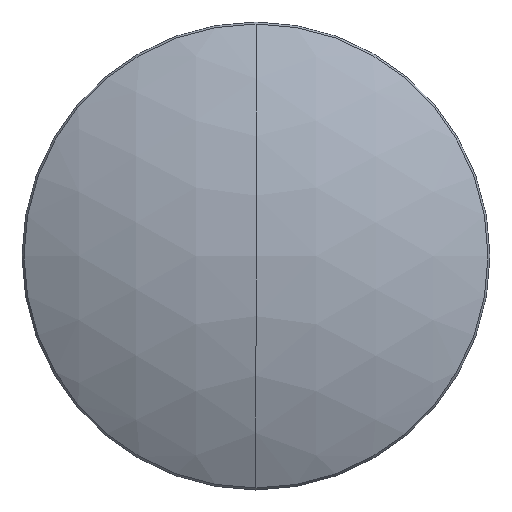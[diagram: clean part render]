
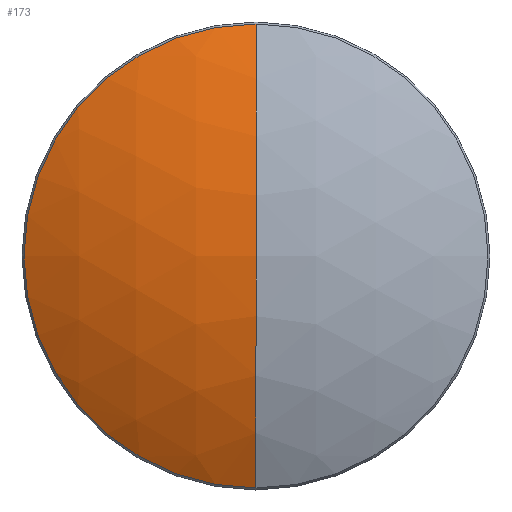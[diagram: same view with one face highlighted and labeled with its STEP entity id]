
A CAD part, top view. The second image highlights one B-rep face of the part: STEP entity #173.
In plain terms, the highlighted spherical face has radius 52.6 mm.
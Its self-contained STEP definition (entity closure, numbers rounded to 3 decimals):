
#5 = VERTEX_POINT ( 'NONE', #177 ) ;
#29 = VERTEX_POINT ( 'NONE', #365 ) ;
#57 = DIRECTION ( 'NONE',  ( 1., 0., 0. ) ) ;
#64 = DIRECTION ( 'NONE',  ( 0., 1., 0. ) ) ;
#74 = EDGE_CURVE ( 'NONE', #5, #317, #287, .T. ) ;
#76 = CIRCLE ( 'NONE', #135, 52.6 ) ;
#77 = EDGE_CURVE ( 'NONE', #317, #141, #103, .T. ) ;
#88 = DIRECTION ( 'NONE',  ( -1., 0., 0. ) ) ;
#98 = CARTESIAN_POINT ( 'NONE',  ( 0., 0., -44.8 ) ) ;
#103 = CIRCLE ( 'NONE', #349, 25.182 ) ;
#112 = DIRECTION ( 'NONE',  ( 0., 0., 1. ) ) ;
#134 = CARTESIAN_POINT ( 'NONE',  ( 0., 0., 1.381 ) ) ;
#135 = AXIS2_PLACEMENT_3D ( 'NONE', #232, #57, #203 ) ;
#141 = VERTEX_POINT ( 'NONE', #220 ) ;
#143 = DIRECTION ( 'NONE',  ( -1., 0., 0. ) ) ;
#154 = SPHERICAL_SURFACE ( 'NONE', #159, 52.6 ) ;
#158 = ORIENTED_EDGE ( 'NONE', *, *, #77, .T. ) ;
#159 = AXIS2_PLACEMENT_3D ( 'NONE', #347, #334, #64 ) ;
#168 = DIRECTION ( 'NONE',  ( -1., 0., 0. ) ) ;
#172 = AXIS2_PLACEMENT_3D ( 'NONE', #134, #237, #88 ) ;
#173 = ADVANCED_FACE ( 'NONE', ( #339 ), #154, .T. ) ;
#177 = CARTESIAN_POINT ( 'NONE',  ( 0., 25.182, 1.381 ) ) ;
#179 = DIRECTION ( 'NONE',  ( 0., -1., 0. ) ) ;
#183 = CARTESIAN_POINT ( 'NONE',  ( 0., 0., 1.381 ) ) ;
#193 = EDGE_LOOP ( 'NONE', ( #230, #158, #331, #256 ) ) ;
#203 = DIRECTION ( 'NONE',  ( 0., 0., -1. ) ) ;
#208 = AXIS2_PLACEMENT_3D ( 'NONE', #98, #168, #179 ) ;
#217 = EDGE_CURVE ( 'NONE', #5, #29, #76, .T. ) ;
#220 = CARTESIAN_POINT ( 'NONE',  ( 0., -25.182, 1.381 ) ) ;
#230 = ORIENTED_EDGE ( 'NONE', *, *, #74, .T. ) ;
#232 = CARTESIAN_POINT ( 'NONE',  ( 0., 0., -44.8 ) ) ;
#237 = DIRECTION ( 'NONE',  ( 0., 0., 1. ) ) ;
#247 = CARTESIAN_POINT ( 'NONE',  ( -25.182, 0., 1.381 ) ) ;
#256 = ORIENTED_EDGE ( 'NONE', *, *, #217, .F. ) ;
#265 = CIRCLE ( 'NONE', #208, 52.6 ) ;
#287 = CIRCLE ( 'NONE', #172, 25.182 ) ;
#317 = VERTEX_POINT ( 'NONE', #247 ) ;
#331 = ORIENTED_EDGE ( 'NONE', *, *, #354, .T. ) ;
#334 = DIRECTION ( 'NONE',  ( -1., 0., 0. ) ) ;
#339 = FACE_OUTER_BOUND ( 'NONE', #193, .T. ) ;
#347 = CARTESIAN_POINT ( 'NONE',  ( 0., 0., -44.8 ) ) ;
#349 = AXIS2_PLACEMENT_3D ( 'NONE', #183, #112, #143 ) ;
#354 = EDGE_CURVE ( 'NONE', #141, #29, #265, .T. ) ;
#365 = CARTESIAN_POINT ( 'NONE',  ( 0., 0., 7.8 ) ) ;
